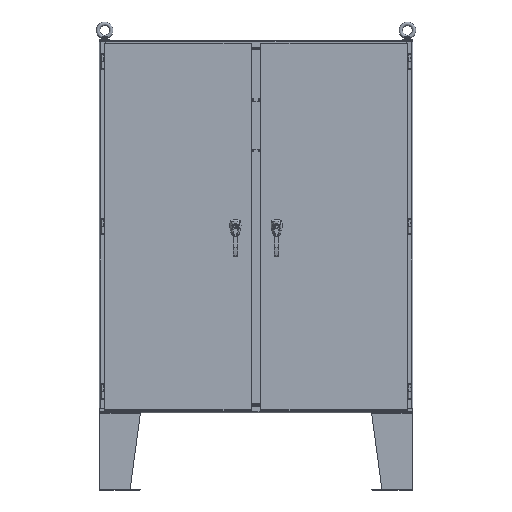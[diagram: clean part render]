
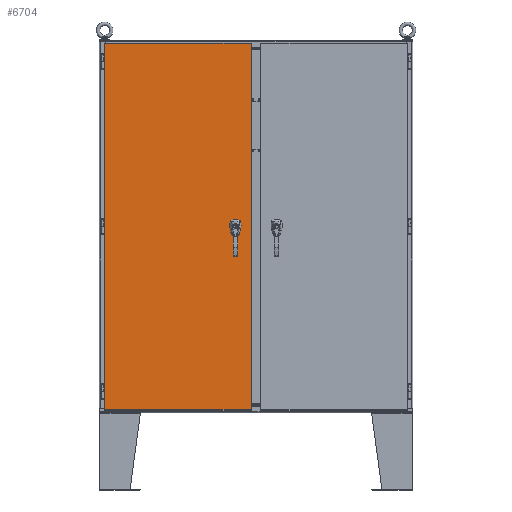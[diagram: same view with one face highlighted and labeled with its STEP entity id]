
A CAD part, top view. The second image highlights one B-rep face of the part: STEP entity #6704.
In plain terms, the highlighted face is planar.
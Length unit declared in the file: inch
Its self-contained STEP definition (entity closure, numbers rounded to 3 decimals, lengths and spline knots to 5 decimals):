
#4816 = ORIENTED_EDGE ( 'NONE', *, *, #98856, .T. ) ;
#6704 = ADVANCED_FACE ( 'NONE', ( #75627 ), #122254, .T. ) ;
#10871 = CARTESIAN_POINT ( 'NONE',  ( 29.37497, -1.24331, 0.49998 ) ) ;
#18710 = LINE ( 'NONE', #123654, #116835 ) ;
#19312 = ORIENTED_EDGE ( 'NONE', *, *, #24606, .T. ) ;
#21300 = DIRECTION ( 'NONE',  ( 1., 0., 0. ) ) ;
#24606 = EDGE_CURVE ( 'NONE', #82239, #143378, #86016, .T. ) ;
#28235 = EDGE_CURVE ( 'NONE', #128538, #45268, #69218, .T. ) ;
#31857 = ORIENTED_EDGE ( 'NONE', *, *, #28235, .F. ) ;
#35426 = DIRECTION ( 'NONE',  ( 0., -1., 0. ) ) ;
#41937 = CARTESIAN_POINT ( 'NONE',  ( 0.87499, -1.24331, 0.49998 ) ) ;
#45268 = VERTEX_POINT ( 'NONE', #90203 ) ;
#46465 = VECTOR ( 'NONE', #129586, 39.37008 ) ;
#46595 = AXIS2_PLACEMENT_3D ( 'NONE', #87974, #35426, #102095 ) ;
#56456 = DIRECTION ( 'NONE',  ( 0., 0., -1. ) ) ;
#63843 = CARTESIAN_POINT ( 'NONE',  ( 0.87499, -1.24331, 71.625 ) ) ;
#66685 = EDGE_LOOP ( 'NONE', ( #4816, #19312, #92649, #31857 ) ) ;
#69218 = LINE ( 'NONE', #63843, #46465 ) ;
#71710 = DIRECTION ( 'NONE',  ( 0., 0., -1. ) ) ;
#73803 = VECTOR ( 'NONE', #21300, 39.37008 ) ;
#75627 = FACE_OUTER_BOUND ( 'NONE', #66685, .T. ) ;
#82239 = VERTEX_POINT ( 'NONE', #145023 ) ;
#86016 = LINE ( 'NONE', #41937, #73803 ) ;
#87974 = CARTESIAN_POINT ( 'NONE',  ( 0., -1.24331, 0. ) ) ;
#90203 = CARTESIAN_POINT ( 'NONE',  ( 29.37497, -1.24331, 71.625 ) ) ;
#92649 = ORIENTED_EDGE ( 'NONE', *, *, #105288, .F. ) ;
#98856 = EDGE_CURVE ( 'NONE', #128538, #82239, #18710, .T. ) ;
#102095 = DIRECTION ( 'NONE',  ( 1., 0., 0. ) ) ;
#104496 = CARTESIAN_POINT ( 'NONE',  ( 29.37497, -1.24331, 71.625 ) ) ;
#105288 = EDGE_CURVE ( 'NONE', #45268, #143378, #119123, .T. ) ;
#116835 = VECTOR ( 'NONE', #56456, 39.37008 ) ;
#119123 = LINE ( 'NONE', #104496, #120919 ) ;
#120919 = VECTOR ( 'NONE', #71710, 39.37008 ) ;
#122254 = PLANE ( 'NONE',  #46595 ) ;
#123654 = CARTESIAN_POINT ( 'NONE',  ( 0.87499, -1.24331, 71.625 ) ) ;
#124524 = CARTESIAN_POINT ( 'NONE',  ( 0.87499, -1.24331, 71.625 ) ) ;
#128538 = VERTEX_POINT ( 'NONE', #124524 ) ;
#129586 = DIRECTION ( 'NONE',  ( 1., 0., 0. ) ) ;
#143378 = VERTEX_POINT ( 'NONE', #10871 ) ;
#145023 = CARTESIAN_POINT ( 'NONE',  ( 0.87499, -1.24331, 0.49998 ) ) ;
